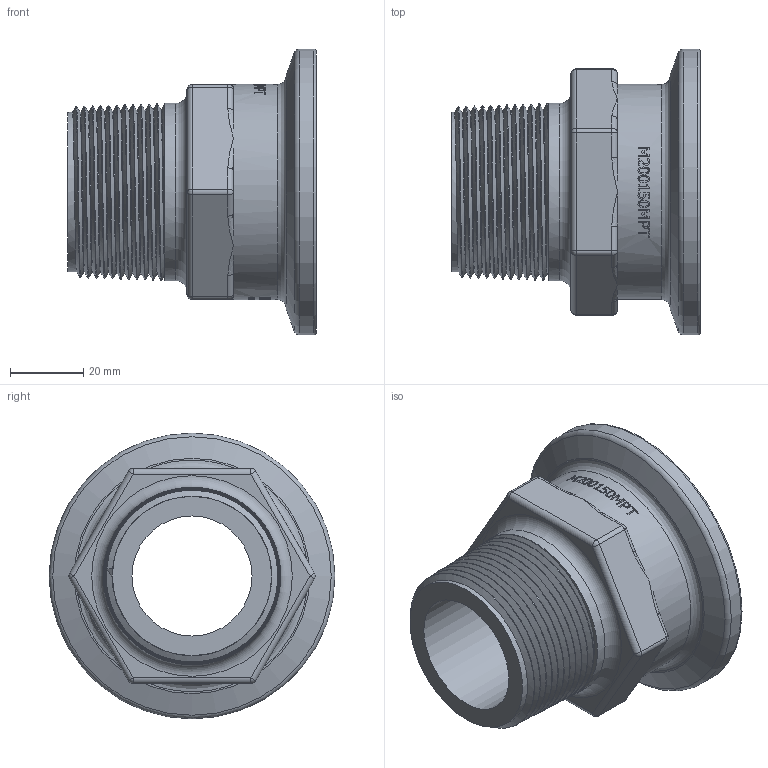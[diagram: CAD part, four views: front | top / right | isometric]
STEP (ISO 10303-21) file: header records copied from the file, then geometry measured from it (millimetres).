
FILE_DESCRIPTION((''),'2;1');
FILE_NAME('M200150MPT.stp','2013-04-10T11:24:15',('mclevenger'),(''),'Autodesk Inventor 2013','Autodesk Inventor 2013','');
FILE_SCHEMA(('AUTOMOTIVE_DESIGN { 1 0 10303 214 1 1 1 1 }'));
Length unit declared in the file: inch
Products named in the file (1): M200150MPT
Bounding box: 67.82 x 77.98 x 77.98 mm (x, y, z)
Volume: 106083.6 mm3; surface area: 29044.2 mm2
Topology: 1 solids, 1 shells, 452 faces, 1193 edges, 761 vertices
Faces by surface type: plane 206, bspline 152, cylinder 64, cone 14, sphere 12, torus 4
Full cylindrical faces by diameter (mm): 32.766 x1, 48.387 x1, 55.626 x1, 58.674 x1, 77.978 x1
Entity records: 19297 total; most frequent: CARTESIAN_POINT 9299, ORIENTED_EDGE 2254, DIRECTION 1733, EDGE_CURVE 1127, VERTEX_POINT 738, AXIS2_PLACEMENT_3D 614, VECTOR 505, LINE 505
